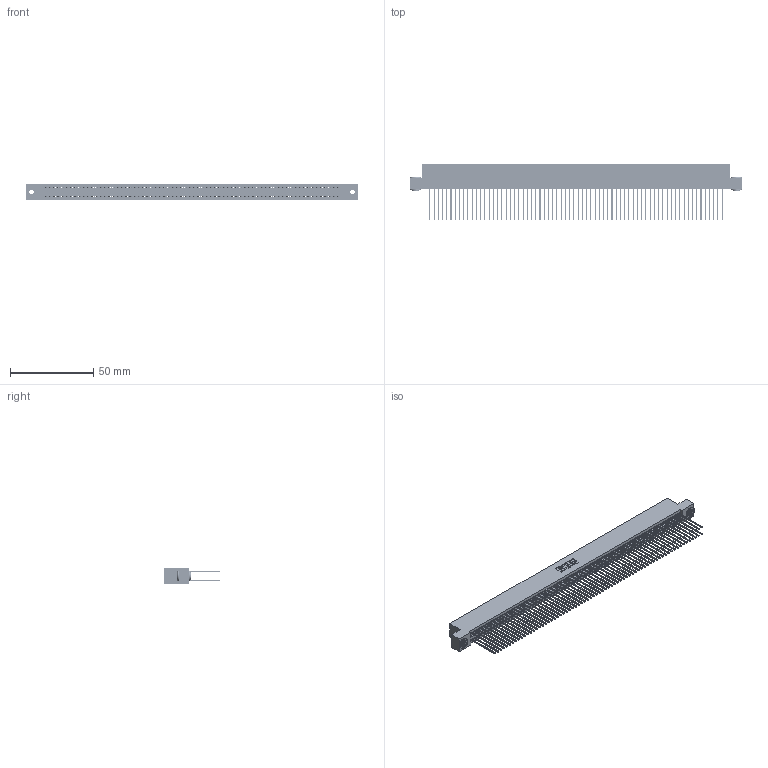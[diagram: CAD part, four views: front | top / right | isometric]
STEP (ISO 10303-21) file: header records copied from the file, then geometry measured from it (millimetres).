
FILE_DESCRIPTION (( 'STEP AP203' ), '1' );
FILE_NAME ('395-140-541-203.STEP', '2018-12-05T21:35:48', ( '' ), ( '' ), 'SwSTEP 2.0', 'SolidWorks 2016', '' );
FILE_SCHEMA (( 'CONFIG_CONTROL_DESIGN' ));
Length unit declared in the file: inch
Products named in the file (4): 345-292-001_345-293-141; 345 Part_Flush Mounting Lugs - 0.156 Dia-TH; 345-250-002_345-250-002-102; 395-140-541-203
Assembly tree (143 placements, depth 2):
  395-140-541-203
    345 Part_Flush Mounting Lugs - 0.156 Dia-TH
    345-292-001_345-293-141  x140
    345-250-002_345-250-002-102  x2
Bounding box: 199.01 x 33.96 x 9.4 mm (x, y, z)
Volume: 20414.4 mm3; surface area: 34698.8 mm2
Topology: 143 solids, 143 shells, 7164 faces, 21277 edges, 13994 vertices
Faces by surface type: plane 4710, cylinder 2446, cone 8
Entity records: 51822 total; most frequent: CARTESIAN_POINT 8635, ORIENTED_EDGE 8562, DIRECTION 7611, EDGE_CURVE 4281, LINE 3845, VECTOR 3845, VERTEX_POINT 2850, AXIS2_PLACEMENT_3D 1883
